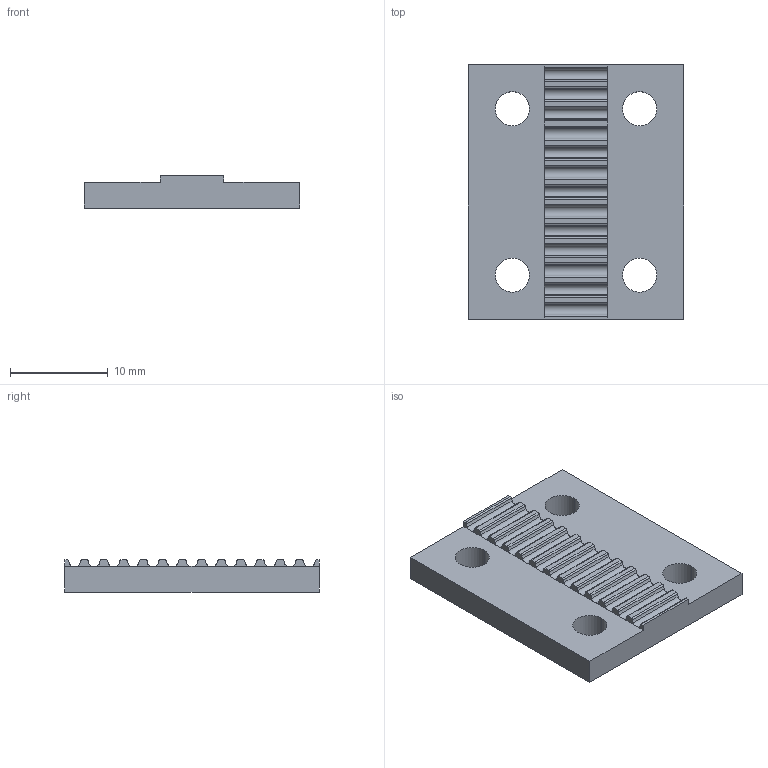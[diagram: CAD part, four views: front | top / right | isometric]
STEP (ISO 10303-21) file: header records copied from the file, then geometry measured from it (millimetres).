
FILE_DESCRIPTION (( 'STEP AP203' ), '1' );
FILE_NAME ('Belt_mount-Top.STEP', '2016-06-02T16:43:18', ( '' ), ( '' ), 'SwSTEP 2.0', 'SolidWorks 2015', '' );
FILE_SCHEMA (( 'CONFIG_CONTROL_DESIGN' ));
Length unit declared in the file: millimetre
Products named in the file (1): Belt_mount-Top
Bounding box: 22 x 26 x 3.3 mm (x, y, z)
Volume: 1462.2 mm3; surface area: 1534.3 mm2
Topology: 1 solids, 1 shells, 148 faces, 386 edges, 240 vertices
Faces by surface type: plane 75, cylinder 73
Entity records: 4665 total; most frequent: DIRECTION 882, CARTESIAN_POINT 775, ORIENTED_EDGE 772, EDGE_CURVE 386, AXIS2_PLACEMENT_3D 347, VERTEX_POINT 240, CIRCLE 198, LINE 188
